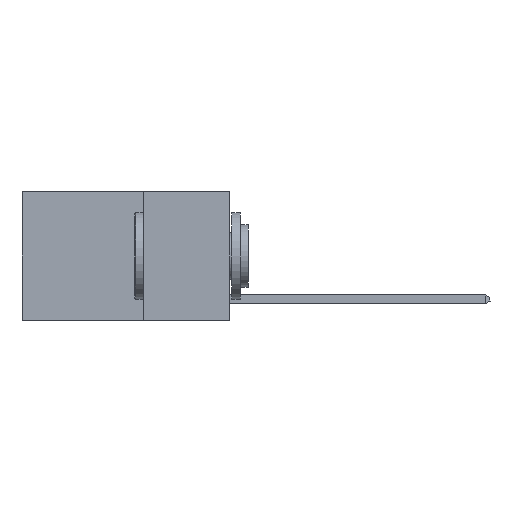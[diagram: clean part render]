
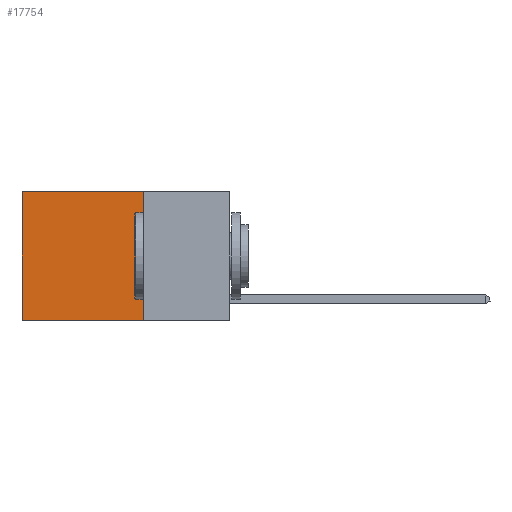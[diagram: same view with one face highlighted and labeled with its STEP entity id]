
A CAD part, left-side view. The second image highlights one B-rep face of the part: STEP entity #17754.
In plain terms, the highlighted planar face has unit normal (-1, 0, 0).
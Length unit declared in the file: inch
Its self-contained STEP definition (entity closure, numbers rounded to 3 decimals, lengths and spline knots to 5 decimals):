
#312 = ORIENTED_EDGE ( 'NONE', *, *, #7001, .F. ) ;
#357 = LINE ( 'NONE', #12799, #16546 ) ;
#681 = DIRECTION ( 'NONE',  ( 0., 0., -1. ) ) ;
#716 = CARTESIAN_POINT ( 'NONE',  ( 0.2625, 0.25, 0. ) ) ;
#2476 = ORIENTED_EDGE ( 'NONE', *, *, #10532, .F. ) ;
#2684 = LINE ( 'NONE', #25822, #23616 ) ;
#2728 = DIRECTION ( 'NONE',  ( 0., 0., -1. ) ) ;
#3152 = VECTOR ( 'NONE', #7129, 39.37008 ) ;
#5413 = CARTESIAN_POINT ( 'NONE',  ( 0.2625, 0.25, 0. ) ) ;
#5717 = DIRECTION ( 'NONE',  ( 0., 1., 0. ) ) ;
#7001 = EDGE_CURVE ( 'NONE', #17344, #14377, #24721, .T. ) ;
#7129 = DIRECTION ( 'NONE',  ( 0., 0., -1. ) ) ;
#8632 = EDGE_CURVE ( 'NONE', #17344, #13118, #22441, .T. ) ;
#9799 = CARTESIAN_POINT ( 'NONE',  ( 0.2625, 0.6, 0. ) ) ;
#10532 = EDGE_CURVE ( 'NONE', #14377, #20635, #2684, .T. ) ;
#11507 = EDGE_CURVE ( 'NONE', #13118, #20635, #357, .T. ) ;
#12799 = CARTESIAN_POINT ( 'NONE',  ( 0.2625, 0.6, 0. ) ) ;
#13118 = VERTEX_POINT ( 'NONE', #9799 ) ;
#13361 = EDGE_LOOP ( 'NONE', ( #18323, #2476, #312, #21951 ) ) ;
#14377 = VERTEX_POINT ( 'NONE', #15733 ) ;
#14886 = DIRECTION ( 'NONE',  ( 1., 0., 0. ) ) ;
#15320 = CARTESIAN_POINT ( 'NONE',  ( 0.2625, 0.25, 0. ) ) ;
#15733 = CARTESIAN_POINT ( 'NONE',  ( 0.2625, 0.25, -0.37 ) ) ;
#16546 = VECTOR ( 'NONE', #681, 39.37008 ) ;
#17344 = VERTEX_POINT ( 'NONE', #5413 ) ;
#17754 = ADVANCED_FACE ( 'NONE', ( #18289 ), #24960, .F. ) ;
#18289 = FACE_OUTER_BOUND ( 'NONE', #13361, .T. ) ;
#18323 = ORIENTED_EDGE ( 'NONE', *, *, #11507, .T. ) ;
#20635 = VERTEX_POINT ( 'NONE', #21716 ) ;
#21716 = CARTESIAN_POINT ( 'NONE',  ( 0.2625, 0.6, -0.37 ) ) ;
#21802 = VECTOR ( 'NONE', #23877, 39.37008 ) ;
#21861 = CARTESIAN_POINT ( 'NONE',  ( 0.2625, 0.25, 0. ) ) ;
#21951 = ORIENTED_EDGE ( 'NONE', *, *, #8632, .T. ) ;
#22441 = LINE ( 'NONE', #21861, #21802 ) ;
#23616 = VECTOR ( 'NONE', #5717, 39.37008 ) ;
#23877 = DIRECTION ( 'NONE',  ( 0., 1., 0. ) ) ;
#24721 = LINE ( 'NONE', #15320, #3152 ) ;
#24960 = PLANE ( 'NONE',  #26223 ) ;
#25822 = CARTESIAN_POINT ( 'NONE',  ( 0.2625, 0.25, -0.37 ) ) ;
#26223 = AXIS2_PLACEMENT_3D ( 'NONE', #716, #14886, #2728 ) ;
